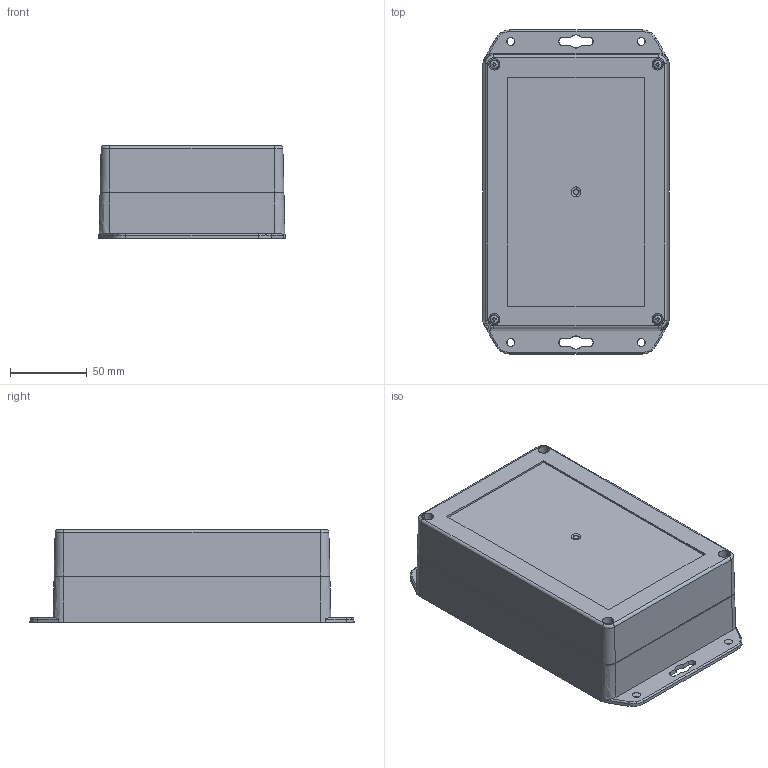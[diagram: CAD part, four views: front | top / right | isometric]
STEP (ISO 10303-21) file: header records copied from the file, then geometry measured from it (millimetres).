
FILE_DESCRIPTION(/* description */ (''),/* implementation_level */ '2;1');
FILE_NAME(/* name */ '2504615_3D.stp',/* time_stamp */ '2022-05-23T07:51:37+02:00',/* author */ ('haertel'),/* organization */ (''),/* preprocessor_version */ 'ST-DEVELOPER v18.1',/* originating_system */ 'Autodesk Inventor 2022',/* authorisation */ '');
FILE_SCHEMA (('AUTOMOTIVE_DESIGN { 1 0 10303 214 3 1 1 }'));
Length unit declared in the file: millimetre
Products named in the file (7): 2504615_3D; 2504615_3D_1; 2504615_3D_8; 2504615_3D_7; 2504615_3D_9; GWDBU_Pencom_M3 - IN2304 - TMZ-M3-5.2; DIN 7985 M3x17x12
Assembly tree (12 placements, depth 2):
  2504615_3D
    2504615_3D_1
    2504615_3D_8
    2504615_3D_7
    2504615_3D_9
    GWDBU_Pencom_M3 - IN2304 - TMZ-M3-5.2  x4
    DIN 7985 M3x17x12  x4
Bounding box: 121.48 x 211.43 x 60.24 mm (x, y, z)
Volume: 291274.3 mm3; surface area: 194076.2 mm2
Topology: 12 solids, 12 shells, 1838 faces, 4136 edges, 2405 vertices
Faces by surface type: plane 1131, cone 374, bspline 198, cylinder 123, torus 8, sphere 4
Full cylindrical faces by diameter (mm): 2.5 x4, 2.75 x4, 3 x4, 3.178 x18, 3.65 x16, 3.871 x4, 5.955 x4
Entity records: 37961 total; most frequent: CARTESIAN_POINT 15172, ORIENTED_EDGE 4870, DIRECTION 4309, EDGE_CURVE 2435, AXIS2_PLACEMENT_3D 1564, VERTEX_POINT 1520, LINE 1181, VECTOR 1181
